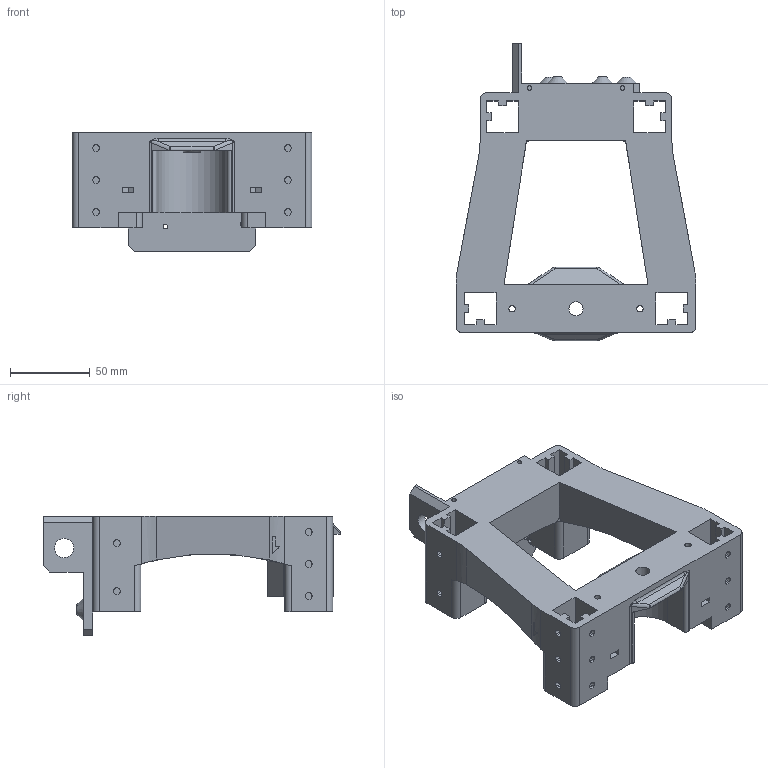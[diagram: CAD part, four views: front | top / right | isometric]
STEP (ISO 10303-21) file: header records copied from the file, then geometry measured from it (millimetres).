
FILE_DESCRIPTION(('FreeCAD Model'),'2;1');
FILE_NAME('MiddleFixUpper.step','2017-09-18T10:17:15',( 'Author'),(''),'Open CASCADE STEP processor 6.9','FreeCAD','Unknown' );
FILE_SCHEMA(('AUTOMOTIVE_DESIGN_CC2 { 1 2 10303 214 -1 1 5 4 }'));
Length unit declared in the file: millimetre
Products named in the file (1): MiddleFixUpper
Bounding box: 150 x 186 x 75 mm (x, y, z)
Volume: 380671 mm3; surface area: 133738.6 mm2
Topology: 1 solids, 1 shells, 457 faces, 1239 edges, 816 vertices
Faces by surface type: plane 366, cylinder 73, cone 8, bspline 6, sphere 4
Full cylindrical faces by diameter (mm): 2.8 x4, 2.88 x4, 4 x4, 8.8 x1, 12 x1
Entity records: 39234 total; most frequent: CARTESIAN_POINT 15140, DIRECTION 4212, LINE 2808, VECTOR 2808, ORIENTED_EDGE 2462, PCURVE 2462, DEFINITIONAL_REPRESENTATION 2462, EDGE_CURVE 1231
